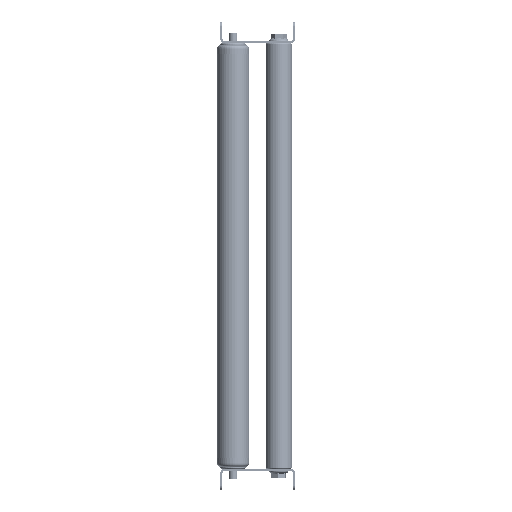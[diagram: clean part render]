
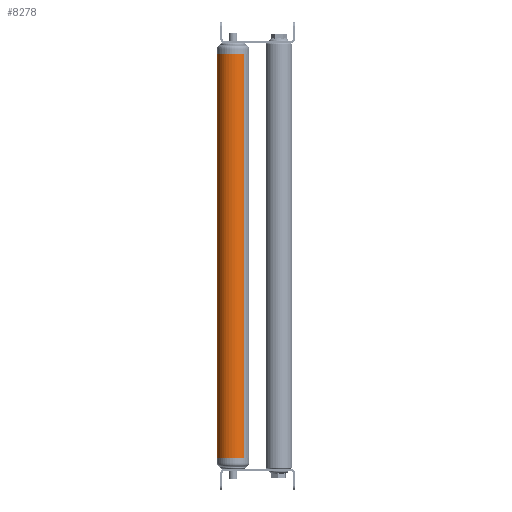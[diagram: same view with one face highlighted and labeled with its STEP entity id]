
A CAD part, left-side view. The second image highlights one B-rep face of the part: STEP entity #8278.
In plain terms, the highlighted cylindrical face has radius 15 mm (diameter 30 mm), a partial arc.
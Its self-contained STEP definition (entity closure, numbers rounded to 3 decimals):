
#396 = EDGE_CURVE ( 'NONE', #18649, #510, #15471, .T. ) ;
#510 = VERTEX_POINT ( 'NONE', #6997 ) ;
#714 = ORIENTED_EDGE ( 'NONE', *, *, #5219, .T. ) ;
#959 = DIRECTION ( 'NONE',  ( 1., 0., 0. ) ) ;
#2425 = DIRECTION ( 'NONE',  ( -1., 0., 0. ) ) ;
#2865 = ORIENTED_EDGE ( 'NONE', *, *, #10049, .F. ) ;
#4282 = DIRECTION ( 'NONE',  ( -1., 0., 0. ) ) ;
#5125 = CARTESIAN_POINT ( 'NONE',  ( 380., 0., 0. ) ) ;
#5219 = EDGE_CURVE ( 'NONE', #6592, #18649, #6571, .T. ) ;
#5930 = AXIS2_PLACEMENT_3D ( 'NONE', #25034, #15019, #6596 ) ;
#6571 = LINE ( 'NONE', #21205, #21785 ) ;
#6592 = VERTEX_POINT ( 'NONE', #11529 ) ;
#6596 = DIRECTION ( 'NONE',  ( 0., 0., -1. ) ) ;
#6997 = CARTESIAN_POINT ( 'NONE',  ( 0., 0., -15. ) ) ;
#8278 = ADVANCED_FACE ( 'NONE', ( #11504 ), #22317, .T. ) ;
#10049 = EDGE_CURVE ( 'NONE', #13977, #510, #22838, .T. ) ;
#10960 = DIRECTION ( 'NONE',  ( 0., 0., -1. ) ) ;
#11205 = CARTESIAN_POINT ( 'NONE',  ( 0., 0., 15. ) ) ;
#11356 = CARTESIAN_POINT ( 'NONE',  ( 380., 0., 0. ) ) ;
#11504 = FACE_OUTER_BOUND ( 'NONE', #15364, .T. ) ;
#11529 = CARTESIAN_POINT ( 'NONE',  ( 380., 0., 15. ) ) ;
#12573 = ORIENTED_EDGE ( 'NONE', *, *, #396, .T. ) ;
#13977 = VERTEX_POINT ( 'NONE', #17480 ) ;
#15019 = DIRECTION ( 'NONE',  ( 1., 0., 0. ) ) ;
#15364 = EDGE_LOOP ( 'NONE', ( #2865, #19981, #714, #12573 ) ) ;
#15471 = CIRCLE ( 'NONE', #5930, 15. ) ;
#16233 = CIRCLE ( 'NONE', #26165, 15. ) ;
#17480 = CARTESIAN_POINT ( 'NONE',  ( 380., 0., -15. ) ) ;
#18649 = VERTEX_POINT ( 'NONE', #11205 ) ;
#19981 = ORIENTED_EDGE ( 'NONE', *, *, #20998, .F. ) ;
#20147 = DIRECTION ( 'NONE',  ( -1., 0., 0. ) ) ;
#20998 = EDGE_CURVE ( 'NONE', #6592, #13977, #16233, .T. ) ;
#21205 = CARTESIAN_POINT ( 'NONE',  ( 380., 0., 15. ) ) ;
#21785 = VECTOR ( 'NONE', #2425, 1000. ) ;
#22317 = CYLINDRICAL_SURFACE ( 'NONE', #26430, 15. ) ;
#22713 = CARTESIAN_POINT ( 'NONE',  ( 380., 0., -15. ) ) ;
#22838 = LINE ( 'NONE', #22713, #24717 ) ;
#24340 = DIRECTION ( 'NONE',  ( 0., 0., 1. ) ) ;
#24717 = VECTOR ( 'NONE', #4282, 1000. ) ;
#25034 = CARTESIAN_POINT ( 'NONE',  ( 0., 0., 0. ) ) ;
#26165 = AXIS2_PLACEMENT_3D ( 'NONE', #5125, #959, #10960 ) ;
#26430 = AXIS2_PLACEMENT_3D ( 'NONE', #11356, #20147, #24340 ) ;
